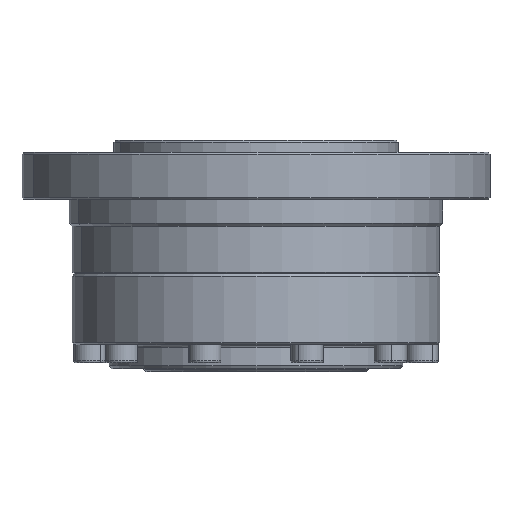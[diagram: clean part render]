
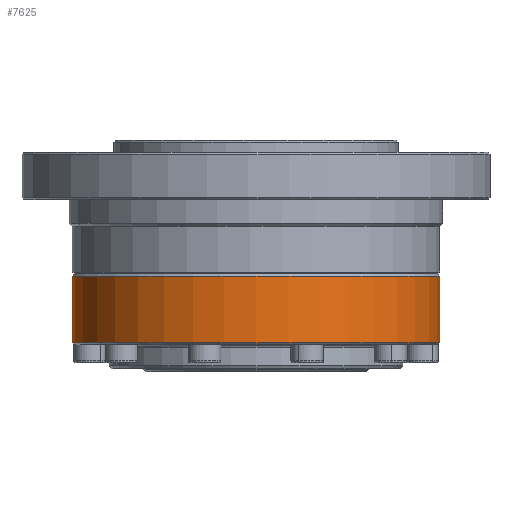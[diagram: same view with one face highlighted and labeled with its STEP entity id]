
A CAD part, front view. The second image highlights one B-rep face of the part: STEP entity #7625.
In plain terms, the highlighted cylindrical face has radius 31 mm (diameter 62 mm), a partial arc.
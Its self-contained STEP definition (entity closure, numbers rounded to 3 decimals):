
#158 = CIRCLE ( 'NONE', #24301, 31. ) ;
#887 = CARTESIAN_POINT ( 'NONE',  ( 0., 0., 7.85 ) ) ;
#967 = EDGE_CURVE ( 'NONE', #33278, #14324, #7793, .T. ) ;
#3299 = DIRECTION ( 'NONE',  ( -1., 0., 0. ) ) ;
#4117 = AXIS2_PLACEMENT_3D ( 'NONE', #10429, #38574, #3299 ) ;
#5974 = ORIENTED_EDGE ( 'NONE', *, *, #19483, .T. ) ;
#7010 = CARTESIAN_POINT ( 'NONE',  ( 31., 0., -3.35 ) ) ;
#7618 = LINE ( 'NONE', #30452, #9651 ) ;
#7625 = ADVANCED_FACE ( 'NONE', ( #13581 ), #26357, .T. ) ;
#7793 = CIRCLE ( 'NONE', #31209, 31. ) ;
#9289 = LINE ( 'NONE', #22300, #10124 ) ;
#9454 = DIRECTION ( 'NONE',  ( 0., 0., -1. ) ) ;
#9651 = VECTOR ( 'NONE', #20398, 1000. ) ;
#10124 = VECTOR ( 'NONE', #35287, 1000. ) ;
#10429 = CARTESIAN_POINT ( 'NONE',  ( 0., 0., -8.25 ) ) ;
#10564 = ORIENTED_EDGE ( 'NONE', *, *, #967, .F. ) ;
#10831 = ORIENTED_EDGE ( 'NONE', *, *, #15951, .F. ) ;
#13581 = FACE_OUTER_BOUND ( 'NONE', #24307, .T. ) ;
#14324 = VERTEX_POINT ( 'NONE', #29904 ) ;
#15951 = EDGE_CURVE ( 'NONE', #32663, #33278, #9289, .T. ) ;
#19483 = EDGE_CURVE ( 'NONE', #32208, #14324, #7618, .T. ) ;
#20398 = DIRECTION ( 'NONE',  ( 0., 0., -1. ) ) ;
#22300 = CARTESIAN_POINT ( 'NONE',  ( 31., 0., -8.25 ) ) ;
#23766 = CARTESIAN_POINT ( 'NONE',  ( -31., 0., 7.85 ) ) ;
#24301 = AXIS2_PLACEMENT_3D ( 'NONE', #887, #30043, #33422 ) ;
#24307 = EDGE_LOOP ( 'NONE', ( #10831, #31775, #5974, #10564 ) ) ;
#26357 = CYLINDRICAL_SURFACE ( 'NONE', #4117, 31. ) ;
#28328 = CARTESIAN_POINT ( 'NONE',  ( 0., 0., -3.35 ) ) ;
#29904 = CARTESIAN_POINT ( 'NONE',  ( -31., 0., -3.35 ) ) ;
#30043 = DIRECTION ( 'NONE',  ( 0., 0., -1. ) ) ;
#30452 = CARTESIAN_POINT ( 'NONE',  ( -31., 0., -8.25 ) ) ;
#31209 = AXIS2_PLACEMENT_3D ( 'NONE', #28328, #9454, #38628 ) ;
#31775 = ORIENTED_EDGE ( 'NONE', *, *, #36975, .T. ) ;
#32208 = VERTEX_POINT ( 'NONE', #23766 ) ;
#32663 = VERTEX_POINT ( 'NONE', #39478 ) ;
#33278 = VERTEX_POINT ( 'NONE', #7010 ) ;
#33422 = DIRECTION ( 'NONE',  ( -1., 0., 0. ) ) ;
#35287 = DIRECTION ( 'NONE',  ( 0., 0., -1. ) ) ;
#36975 = EDGE_CURVE ( 'NONE', #32663, #32208, #158, .T. ) ;
#38574 = DIRECTION ( 'NONE',  ( 0., 0., -1. ) ) ;
#38628 = DIRECTION ( 'NONE',  ( -1., 0., 0. ) ) ;
#39478 = CARTESIAN_POINT ( 'NONE',  ( 31., 0., 7.85 ) ) ;
